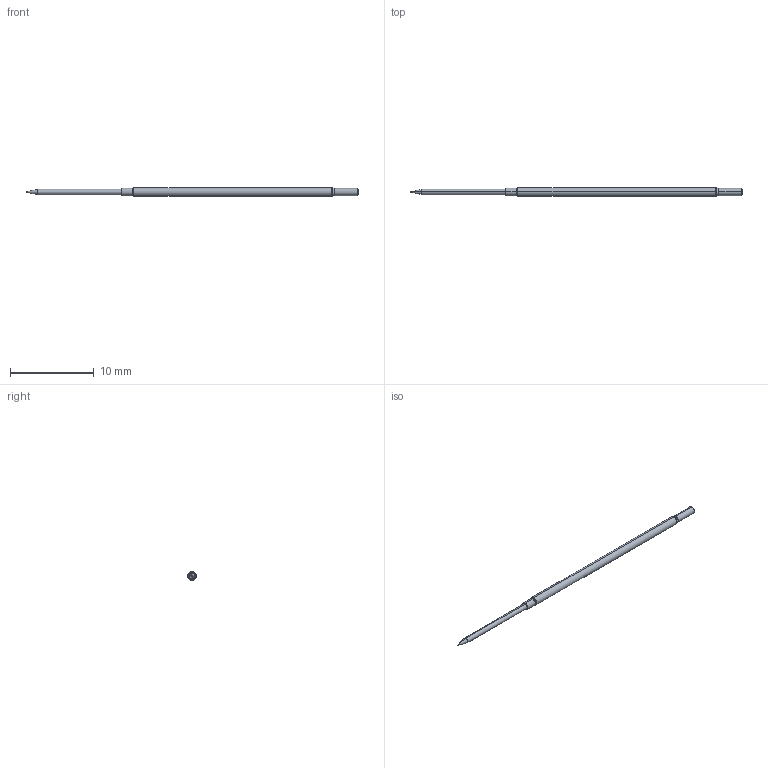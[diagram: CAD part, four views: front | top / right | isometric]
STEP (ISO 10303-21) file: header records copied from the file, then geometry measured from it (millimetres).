
FILE_DESCRIPTION (( 'STEP AP214' ), '1' );
FILE_NAME ('X50-PRP4041_.STEP', '2016-04-08T14:34:06', ( 'spare' ), ( '' ), 'SwSTEP 2.0', 'SolidWorks 2016', '' );
FILE_SCHEMA (( 'AUTOMOTIVE_DESIGN' ));
Length unit declared in the file: inch
Products named in the file (1): X50-PRP4041_
Bounding box: 39.62 x 1.02 x 1.02 mm (x, y, z)
Volume: 25.5 mm3; surface area: 111 mm2
Topology: 1 solids, 1 shells, 27 faces, 52 edges, 28 vertices
Faces by surface type: cone 8, cylinder 8, torus 8, plane 3
Entity records: 1073 total; most frequent: DIRECTION 144, CARTESIAN_POINT 108, ORIENTED_EDGE 104, AXIS2_PLACEMENT_3D 64, EDGE_CURVE 52, CIRCLE 36, UNCERTAINTY_MEASURE_WITH_UNIT 30, LENGTH_MEASURE_WITH_UNIT 30
